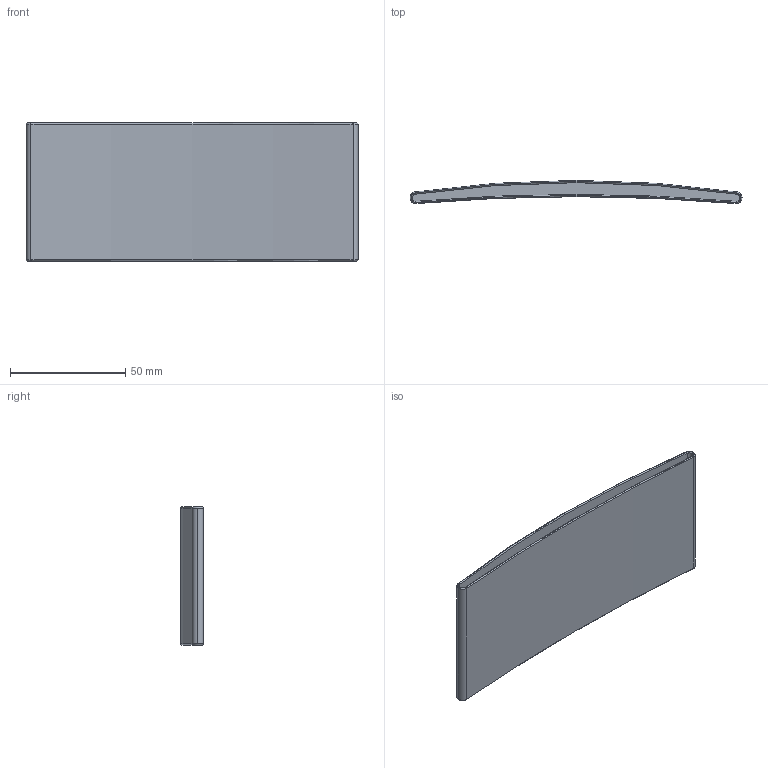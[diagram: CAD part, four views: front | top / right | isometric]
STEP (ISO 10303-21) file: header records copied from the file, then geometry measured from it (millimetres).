
FILE_DESCRIPTION (( 'STEP AP214' ), '1' );
FILE_NAME ('porta occhialistep.STEP', '2018-05-04T16:44:44', ( '' ), ( '' ), 'SwSTEP 2.0', 'SolidWorks 2017', '' );
FILE_SCHEMA (( 'AUTOMOTIVE_DESIGN' ));
Length unit declared in the file: millimetre
Products named in the file (1): porta occhialistep
Bounding box: 144.33 x 10 x 60 mm (x, y, z)
Volume: 16316.5 mm3; surface area: 36439.7 mm2
Topology: 1 solids, 1 shells, 27 faces, 58 edges, 33 vertices
Faces by surface type: torus 15, cylinder 10, plane 2
Entity records: 790 total; most frequent: DIRECTION 150, CARTESIAN_POINT 149, ORIENTED_EDGE 116, AXIS2_PLACEMENT_3D 70, EDGE_CURVE 58, CIRCLE 42, VERTEX_POINT 33, EDGE_LOOP 27
